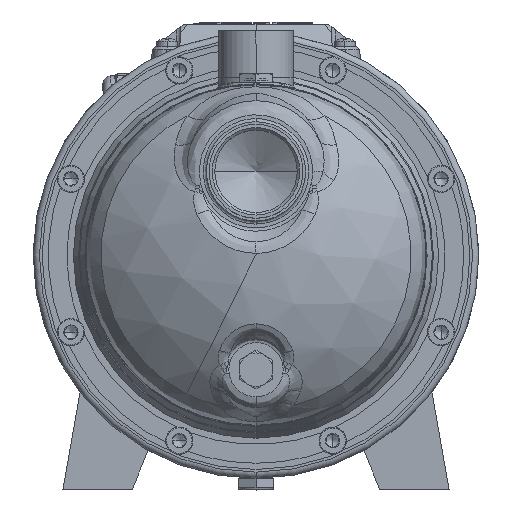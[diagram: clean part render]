
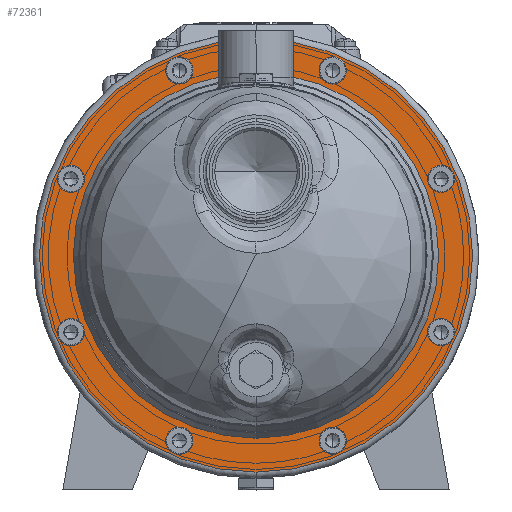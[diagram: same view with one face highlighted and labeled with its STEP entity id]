
A CAD part, top view. The second image highlights one B-rep face of the part: STEP entity #72361.
In plain terms, the highlighted face is planar.
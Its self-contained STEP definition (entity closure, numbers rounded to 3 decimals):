
#1098 = EDGE_CURVE ( 'NONE', #96432, #94008, #84519, .T. ) ;
#4866 = CIRCLE ( 'NONE', #89828, 103.75 ) ;
#7884 = AXIS2_PLACEMENT_3D ( 'NONE', #38050, #22457, #28216 ) ;
#10003 = DIRECTION ( 'NONE',  ( 0., 0., 1. ) ) ;
#11877 = FACE_BOUND ( 'NONE', #54534, .T. ) ;
#17654 = ORIENTED_EDGE ( 'NONE', *, *, #71969, .F. ) ;
#19830 = DIRECTION ( 'NONE',  ( 1., 0., 0. ) ) ;
#20485 = VERTEX_POINT ( 'NONE', #37978 ) ;
#20978 = AXIS2_PLACEMENT_3D ( 'NONE', #59817, #59304, #35804 ) ;
#22457 = DIRECTION ( 'NONE',  ( 1., 0., 0. ) ) ;
#25492 = EDGE_LOOP ( 'NONE', ( #54928, #51762 ) ) ;
#28216 = DIRECTION ( 'NONE',  ( 0., 0., 1. ) ) ;
#35289 = PLANE ( 'NONE',  #20978 ) ;
#35804 = DIRECTION ( 'NONE',  ( 0., 0., -1. ) ) ;
#36195 = CIRCLE ( 'NONE', #74615, 87.5 ) ;
#37978 = CARTESIAN_POINT ( 'NONE',  ( 55., 0., 87.5 ) ) ;
#38050 = CARTESIAN_POINT ( 'NONE',  ( 55., 0., 0. ) ) ;
#39172 = AXIS2_PLACEMENT_3D ( 'NONE', #91767, #52105, #83965 ) ;
#41291 = CARTESIAN_POINT ( 'NONE',  ( 55., 0., 103.75 ) ) ;
#42220 = CARTESIAN_POINT ( 'NONE',  ( 55., 0., 0. ) ) ;
#43308 = CARTESIAN_POINT ( 'NONE',  ( 55., 0., 0. ) ) ;
#43439 = CARTESIAN_POINT ( 'NONE',  ( 55., 0., -87.5 ) ) ;
#43630 = FACE_OUTER_BOUND ( 'NONE', #25492, .T. ) ;
#48644 = EDGE_CURVE ( 'NONE', #79293, #20485, #36195, .T. ) ;
#51762 = ORIENTED_EDGE ( 'NONE', *, *, #82122, .T. ) ;
#52105 = DIRECTION ( 'NONE',  ( 1., 0., 0. ) ) ;
#54534 = EDGE_LOOP ( 'NONE', ( #17654, #101391 ) ) ;
#54928 = ORIENTED_EDGE ( 'NONE', *, *, #1098, .T. ) ;
#58498 = DIRECTION ( 'NONE',  ( 1., 0., 0. ) ) ;
#59304 = DIRECTION ( 'NONE',  ( 1., 0., 0. ) ) ;
#59817 = CARTESIAN_POINT ( 'NONE',  ( 55., 103.761, 103.761 ) ) ;
#71969 = EDGE_CURVE ( 'NONE', #20485, #79293, #84213, .T. ) ;
#72361 = ADVANCED_FACE ( 'NONE', ( #11877, #43630 ), #35289, .T. ) ;
#74615 = AXIS2_PLACEMENT_3D ( 'NONE', #42220, #19830, #98575 ) ;
#79293 = VERTEX_POINT ( 'NONE', #43439 ) ;
#82122 = EDGE_CURVE ( 'NONE', #94008, #96432, #4866, .T. ) ;
#83426 = CARTESIAN_POINT ( 'NONE',  ( 55., 0., -103.75 ) ) ;
#83965 = DIRECTION ( 'NONE',  ( 0., 0., 1. ) ) ;
#84213 = CIRCLE ( 'NONE', #39172, 87.5 ) ;
#84519 = CIRCLE ( 'NONE', #7884, 103.75 ) ;
#89828 = AXIS2_PLACEMENT_3D ( 'NONE', #43308, #58498, #10003 ) ;
#91767 = CARTESIAN_POINT ( 'NONE',  ( 55., 0., 0. ) ) ;
#94008 = VERTEX_POINT ( 'NONE', #83426 ) ;
#96432 = VERTEX_POINT ( 'NONE', #41291 ) ;
#98575 = DIRECTION ( 'NONE',  ( 0., 0., 1. ) ) ;
#101391 = ORIENTED_EDGE ( 'NONE', *, *, #48644, .F. ) ;
